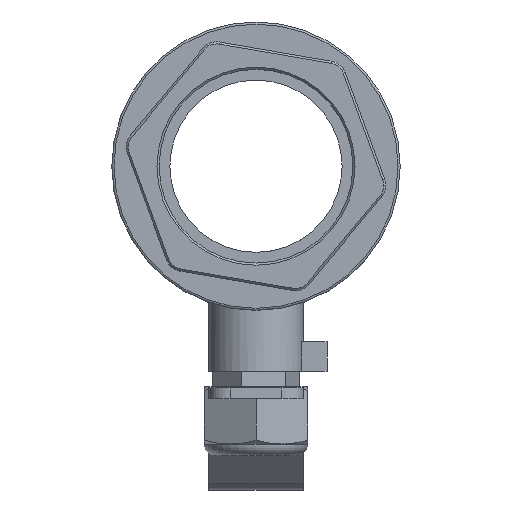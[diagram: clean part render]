
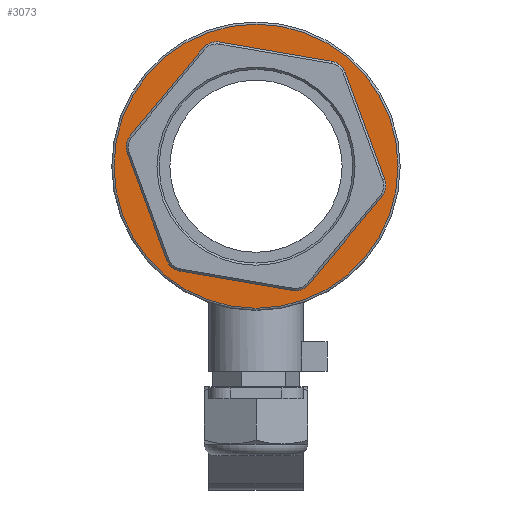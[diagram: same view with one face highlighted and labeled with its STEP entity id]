
A CAD part, front view. The second image highlights one B-rep face of the part: STEP entity #3073.
In plain terms, the highlighted planar face has unit normal (0, -1, 0).
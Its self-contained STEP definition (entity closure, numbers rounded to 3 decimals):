
#122=FACE_BOUND('',#495,.T.);
#141=PLANE('',#3332);
#291=FACE_OUTER_BOUND('',#494,.T.);
#494=EDGE_LOOP('',(#2131,#2132));
#495=EDGE_LOOP('',(#2133,#2134,#2135,#2136,#2137,#2138,#2139,#2140,#2141,
#2142,#2143,#2144));
#712=LINE('',#4772,#937);
#713=LINE('',#4776,#938);
#714=LINE('',#4780,#939);
#715=LINE('',#4784,#940);
#716=LINE('',#4788,#941);
#717=LINE('',#4792,#942);
#937=VECTOR('',#3768,10.);
#938=VECTOR('',#3771,10.);
#939=VECTOR('',#3774,10.);
#940=VECTOR('',#3777,10.);
#941=VECTOR('',#3780,10.);
#942=VECTOR('',#3783,10.);
#1164=CIRCLE('',#3324,33.);
#1168=CIRCLE('',#3328,33.);
#1171=CIRCLE('',#3333,4.);
#1172=CIRCLE('',#3334,4.);
#1173=CIRCLE('',#3335,4.);
#1174=CIRCLE('',#3336,4.);
#1175=CIRCLE('',#3337,4.);
#1176=CIRCLE('',#3338,4.);
#1348=VERTEX_POINT('',#4754);
#1349=VERTEX_POINT('',#4755);
#1354=VERTEX_POINT('',#4770);
#1355=VERTEX_POINT('',#4771);
#1356=VERTEX_POINT('',#4773);
#1357=VERTEX_POINT('',#4775);
#1358=VERTEX_POINT('',#4777);
#1359=VERTEX_POINT('',#4779);
#1360=VERTEX_POINT('',#4781);
#1361=VERTEX_POINT('',#4783);
#1362=VERTEX_POINT('',#4785);
#1363=VERTEX_POINT('',#4787);
#1364=VERTEX_POINT('',#4789);
#1365=VERTEX_POINT('',#4791);
#1642=EDGE_CURVE('',#1348,#1349,#1164,.T.);
#1646=EDGE_CURVE('',#1349,#1348,#1168,.T.);
#1650=EDGE_CURVE('',#1354,#1355,#712,.T.);
#1651=EDGE_CURVE('',#1356,#1355,#1171,.F.);
#1652=EDGE_CURVE('',#1356,#1357,#713,.T.);
#1653=EDGE_CURVE('',#1358,#1357,#1172,.F.);
#1654=EDGE_CURVE('',#1358,#1359,#714,.T.);
#1655=EDGE_CURVE('',#1360,#1359,#1173,.F.);
#1656=EDGE_CURVE('',#1360,#1361,#715,.T.);
#1657=EDGE_CURVE('',#1362,#1361,#1174,.F.);
#1658=EDGE_CURVE('',#1362,#1363,#716,.T.);
#1659=EDGE_CURVE('',#1364,#1363,#1175,.F.);
#1660=EDGE_CURVE('',#1364,#1365,#717,.T.);
#1661=EDGE_CURVE('',#1354,#1365,#1176,.F.);
#2131=ORIENTED_EDGE('',*,*,#1642,.F.);
#2132=ORIENTED_EDGE('',*,*,#1646,.F.);
#2133=ORIENTED_EDGE('',*,*,#1650,.T.);
#2134=ORIENTED_EDGE('',*,*,#1651,.F.);
#2135=ORIENTED_EDGE('',*,*,#1652,.T.);
#2136=ORIENTED_EDGE('',*,*,#1653,.F.);
#2137=ORIENTED_EDGE('',*,*,#1654,.T.);
#2138=ORIENTED_EDGE('',*,*,#1655,.F.);
#2139=ORIENTED_EDGE('',*,*,#1656,.T.);
#2140=ORIENTED_EDGE('',*,*,#1657,.F.);
#2141=ORIENTED_EDGE('',*,*,#1658,.T.);
#2142=ORIENTED_EDGE('',*,*,#1659,.F.);
#2143=ORIENTED_EDGE('',*,*,#1660,.T.);
#2144=ORIENTED_EDGE('',*,*,#1661,.F.);
#3073=ADVANCED_FACE('',(#291,#122),#141,.F.);
#3324=AXIS2_PLACEMENT_3D('',#4756,#3749,#3750);
#3328=AXIS2_PLACEMENT_3D('',#4762,#3757,#3758);
#3332=AXIS2_PLACEMENT_3D('',#4769,#3766,#3767);
#3333=AXIS2_PLACEMENT_3D('',#4774,#3769,#3770);
#3334=AXIS2_PLACEMENT_3D('',#4778,#3772,#3773);
#3335=AXIS2_PLACEMENT_3D('',#4782,#3775,#3776);
#3336=AXIS2_PLACEMENT_3D('',#4786,#3778,#3779);
#3337=AXIS2_PLACEMENT_3D('',#4790,#3781,#3782);
#3338=AXIS2_PLACEMENT_3D('',#4793,#3784,#3785);
#3749=DIRECTION('center_axis',(0.,1.,0.));
#3750=DIRECTION('ref_axis',(1.,0.,0.));
#3757=DIRECTION('center_axis',(0.,1.,0.));
#3758=DIRECTION('ref_axis',(1.,0.,0.));
#3766=DIRECTION('center_axis',(0.,1.,0.));
#3767=DIRECTION('ref_axis',(0.,0.,1.));
#3768=DIRECTION('',(0.346,0.,-0.938));
#3769=DIRECTION('center_axis',(0.,1.,0.));
#3770=DIRECTION('ref_axis',(0.986,0.,-0.169));
#3771=DIRECTION('',(-0.639,0.,-0.769));
#3772=DIRECTION('center_axis',(0.,1.,0.));
#3773=DIRECTION('ref_axis',(0.346,0.,-0.938));
#3774=DIRECTION('',(-0.986,0.,0.169));
#3775=DIRECTION('center_axis',(0.,1.,0.));
#3776=DIRECTION('ref_axis',(-0.639,0.,-0.769));
#3777=DIRECTION('',(-0.346,0.,0.938));
#3778=DIRECTION('center_axis',(0.,1.,0.));
#3779=DIRECTION('ref_axis',(-0.986,0.,0.169));
#3780=DIRECTION('',(0.639,0.,0.769));
#3781=DIRECTION('center_axis',(0.,1.,0.));
#3782=DIRECTION('ref_axis',(-0.346,0.,0.938));
#3783=DIRECTION('',(0.986,0.,-0.169));
#3784=DIRECTION('center_axis',(0.,1.,0.));
#3785=DIRECTION('ref_axis',(0.639,0.,0.769));
#4754=CARTESIAN_POINT('',(-33.,22.5,0.));
#4755=CARTESIAN_POINT('',(0.,22.5,33.));
#4756=CARTESIAN_POINT('Origin',(0.,22.5,0.));
#4762=CARTESIAN_POINT('Origin',(0.,22.5,0.));
#4769=CARTESIAN_POINT('Origin',(0.,22.5,0.));
#4770=CARTESIAN_POINT('',(20.732,22.5,21.807));
#4771=CARTESIAN_POINT('',(29.928,22.5,-3.108));
#4772=CARTESIAN_POINT('',(19.932,22.5,23.973));
#4773=CARTESIAN_POINT('',(29.251,22.5,-7.051));
#4774=CARTESIAN_POINT('Origin',(26.175,22.5,-4.493));
#4775=CARTESIAN_POINT('',(12.272,22.5,-27.472));
#4776=CARTESIAN_POINT('',(30.727,22.5,-5.275));
#4777=CARTESIAN_POINT('',(8.519,22.5,-28.857));
#4778=CARTESIAN_POINT('Origin',(9.196,22.5,-24.915));
#4779=CARTESIAN_POINT('',(-17.656,22.5,-24.364));
#4780=CARTESIAN_POINT('',(10.795,22.5,-29.248));
#4781=CARTESIAN_POINT('',(-20.732,22.5,-21.807));
#4782=CARTESIAN_POINT('Origin',(-16.979,22.5,-20.422));
#4783=CARTESIAN_POINT('',(-29.928,22.5,3.108));
#4784=CARTESIAN_POINT('',(-19.932,22.5,-23.973));
#4785=CARTESIAN_POINT('',(-29.251,22.5,7.051));
#4786=CARTESIAN_POINT('Origin',(-26.175,22.5,4.493));
#4787=CARTESIAN_POINT('',(-12.272,22.5,27.472));
#4788=CARTESIAN_POINT('',(-30.727,22.5,5.275));
#4789=CARTESIAN_POINT('',(-8.519,22.5,28.857));
#4790=CARTESIAN_POINT('Origin',(-9.196,22.5,24.915));
#4791=CARTESIAN_POINT('',(17.656,22.5,24.364));
#4792=CARTESIAN_POINT('',(-10.795,22.5,29.248));
#4793=CARTESIAN_POINT('Origin',(16.979,22.5,20.422));
